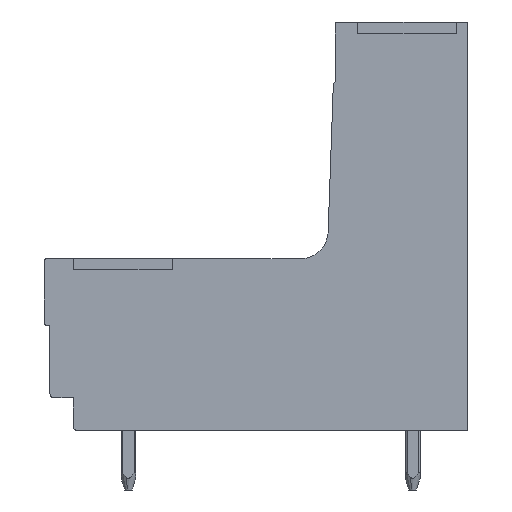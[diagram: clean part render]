
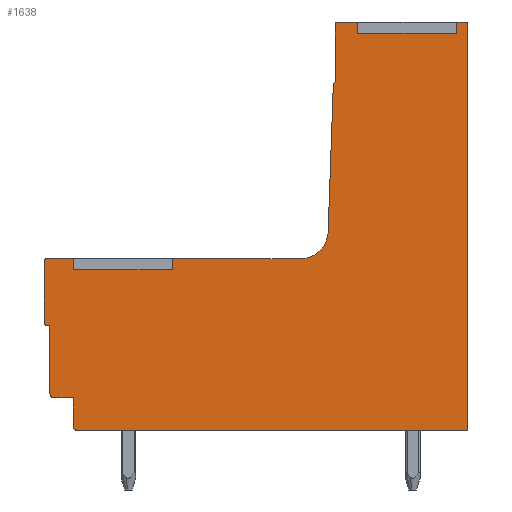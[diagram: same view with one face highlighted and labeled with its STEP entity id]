
A CAD part, left-side view. The second image highlights one B-rep face of the part: STEP entity #1638.
In plain terms, the highlighted planar face has unit normal (-1, 0, 0).
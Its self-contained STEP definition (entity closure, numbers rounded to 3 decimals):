
#1481=AXIS2_PLACEMENT_3D('Plane Axis2P3D',#1478,#1479,#1480) ;
#1492=AXIS2_PLACEMENT_3D('Circle Axis2P3D',#1490,#1491,$) ;
#1506=AXIS2_PLACEMENT_3D('Circle Axis2P3D',#1504,#1505,$) ;
#1520=AXIS2_PLACEMENT_3D('Circle Axis2P3D',#1518,#1519,$) ;
#1539=AXIS2_PLACEMENT_3D('Circle Axis2P3D',#1537,#1538,$) ;
#1553=AXIS2_PLACEMENT_3D('Circle Axis2P3D',#1551,#1552,$) ;
#1574=AXIS2_PLACEMENT_3D('Circle Axis2P3D',#1572,#1573,$) ;
#1595=AXIS2_PLACEMENT_3D('Circle Axis2P3D',#1593,#1594,$) ;
#36=CARTESIAN_POINT('Line Origine',(0.3,5.9,24.8)) ;
#40=CARTESIAN_POINT('Vertex',(0.3,5.9,25.1)) ;
#42=CARTESIAN_POINT('Vertex',(0.3,5.9,24.5)) ;
#76=CARTESIAN_POINT('Line Origine',(0.3,3.25,24.5)) ;
#80=CARTESIAN_POINT('Vertex',(0.3,0.6,24.5)) ;
#135=CARTESIAN_POINT('Vertex',(0.3,0.6,25.1)) ;
#155=CARTESIAN_POINT('Line Origine',(0.3,0.6,24.8)) ;
#172=CARTESIAN_POINT('Line Origine',(0.3,21.14,12.1)) ;
#176=CARTESIAN_POINT('Vertex',(0.3,21.14,12.4)) ;
#178=CARTESIAN_POINT('Vertex',(0.3,21.14,11.8)) ;
#212=CARTESIAN_POINT('Line Origine',(0.3,18.49,11.8)) ;
#216=CARTESIAN_POINT('Vertex',(0.3,15.84,11.8)) ;
#266=CARTESIAN_POINT('Vertex',(0.3,15.84,12.4)) ;
#286=CARTESIAN_POINT('Line Origine',(0.3,15.84,12.1)) ;
#356=CARTESIAN_POINT('Vertex',(0.3,0.,3.2)) ;
#359=CARTESIAN_POINT('Line Origine',(0.3,10.47,3.2)) ;
#363=CARTESIAN_POINT('Vertex',(0.3,20.94,3.2)) ;
#1478=CARTESIAN_POINT('Axis2P3D Location',(0.3,0.,0.)) ;
#1483=CARTESIAN_POINT('Line Origine',(0.3,6.45,25.1)) ;
#1487=CARTESIAN_POINT('Vertex',(0.3,7.,25.1)) ;
#1490=CARTESIAN_POINT('Axis2P3D Location',(0.3,7.,25.)) ;
#1494=CARTESIAN_POINT('Vertex',(0.3,7.1,25.)) ;
#1497=CARTESIAN_POINT('Line Origine',(0.3,7.1,23.45)) ;
#1501=CARTESIAN_POINT('Vertex',(0.3,7.1,21.9)) ;
#1504=CARTESIAN_POINT('Axis2P3D Location',(0.3,6.952,21.694)) ;
#1508=CARTESIAN_POINT('Vertex',(0.3,7.206,21.705)) ;
#1511=CARTESIAN_POINT('Line Origine',(0.3,7.343,17.776)) ;
#1515=CARTESIAN_POINT('Vertex',(0.3,7.48,13.848)) ;
#1518=CARTESIAN_POINT('Axis2P3D Location',(0.3,8.979,13.9)) ;
#1522=CARTESIAN_POINT('Vertex',(0.3,8.979,12.4)) ;
#1525=CARTESIAN_POINT('Line Origine',(0.3,12.41,12.4)) ;
#1530=CARTESIAN_POINT('Line Origine',(0.3,21.87,12.4)) ;
#1534=CARTESIAN_POINT('Vertex',(0.3,22.6,12.4)) ;
#1537=CARTESIAN_POINT('Axis2P3D Location',(0.3,22.6,12.3)) ;
#1541=CARTESIAN_POINT('Vertex',(0.3,22.7,12.3)) ;
#1544=CARTESIAN_POINT('Line Origine',(0.3,22.7,10.65)) ;
#1548=CARTESIAN_POINT('Vertex',(0.3,22.7,9.)) ;
#1551=CARTESIAN_POINT('Axis2P3D Location',(0.3,22.5,9.)) ;
#1555=CARTESIAN_POINT('Vertex',(0.3,22.5,8.8)) ;
#1558=CARTESIAN_POINT('Line Origine',(0.3,22.45,8.8)) ;
#1562=CARTESIAN_POINT('Vertex',(0.3,22.4,8.8)) ;
#1565=CARTESIAN_POINT('Line Origine',(0.3,22.4,6.975)) ;
#1569=CARTESIAN_POINT('Vertex',(0.3,22.4,5.15)) ;
#1572=CARTESIAN_POINT('Axis2P3D Location',(0.3,22.2,5.15)) ;
#1576=CARTESIAN_POINT('Vertex',(0.3,22.2,4.95)) ;
#1579=CARTESIAN_POINT('Line Origine',(0.3,21.67,4.95)) ;
#1583=CARTESIAN_POINT('Vertex',(0.3,21.14,4.95)) ;
#1586=CARTESIAN_POINT('Line Origine',(0.3,21.14,4.175)) ;
#1590=CARTESIAN_POINT('Vertex',(0.3,21.14,3.4)) ;
#1593=CARTESIAN_POINT('Axis2P3D Location',(0.3,20.94,3.4)) ;
#1598=CARTESIAN_POINT('Line Origine',(0.3,0.,14.15)) ;
#1602=CARTESIAN_POINT('Vertex',(0.3,0.,25.1)) ;
#1605=CARTESIAN_POINT('Line Origine',(0.3,0.3,25.1)) ;
#37=DIRECTION('Vector Direction',(0.,0.,1.)) ;
#77=DIRECTION('Vector Direction',(0.,1.,0.)) ;
#156=DIRECTION('Vector Direction',(0.,0.,-1.)) ;
#173=DIRECTION('Vector Direction',(0.,0.,1.)) ;
#213=DIRECTION('Vector Direction',(0.,1.,0.)) ;
#287=DIRECTION('Vector Direction',(0.,0.,-1.)) ;
#360=DIRECTION('Vector Direction',(0.,1.,0.)) ;
#1479=DIRECTION('Axis2P3D Direction',(-1.,0.,0.)) ;
#1480=DIRECTION('Axis2P3D XDirection',(0.,0.,1.)) ;
#1484=DIRECTION('Vector Direction',(0.,-1.,0.)) ;
#1491=DIRECTION('Axis2P3D Direction',(-1.,0.,0.)) ;
#1498=DIRECTION('Vector Direction',(0.,0.,1.)) ;
#1505=DIRECTION('Axis2P3D Direction',(-1.,0.,0.)) ;
#1512=DIRECTION('Vector Direction',(0.,-0.035,0.999)) ;
#1519=DIRECTION('Axis2P3D Direction',(-1.,0.,0.)) ;
#1526=DIRECTION('Vector Direction',(0.,-1.,0.)) ;
#1531=DIRECTION('Vector Direction',(0.,-1.,0.)) ;
#1538=DIRECTION('Axis2P3D Direction',(-1.,0.,0.)) ;
#1545=DIRECTION('Vector Direction',(0.,0.,1.)) ;
#1552=DIRECTION('Axis2P3D Direction',(-1.,0.,0.)) ;
#1559=DIRECTION('Vector Direction',(0.,1.,0.)) ;
#1566=DIRECTION('Vector Direction',(0.,0.,1.)) ;
#1573=DIRECTION('Axis2P3D Direction',(-1.,0.,0.)) ;
#1580=DIRECTION('Vector Direction',(0.,1.,0.)) ;
#1587=DIRECTION('Vector Direction',(0.,0.,1.)) ;
#1594=DIRECTION('Axis2P3D Direction',(-1.,0.,0.)) ;
#1599=DIRECTION('Vector Direction',(0.,0.,-1.)) ;
#1606=DIRECTION('Vector Direction',(0.,-1.,0.)) ;
#38=VECTOR('Line Direction',#37,1.) ;
#78=VECTOR('Line Direction',#77,1.) ;
#157=VECTOR('Line Direction',#156,1.) ;
#174=VECTOR('Line Direction',#173,1.) ;
#214=VECTOR('Line Direction',#213,1.) ;
#288=VECTOR('Line Direction',#287,1.) ;
#361=VECTOR('Line Direction',#360,1.) ;
#1485=VECTOR('Line Direction',#1484,1.) ;
#1499=VECTOR('Line Direction',#1498,1.) ;
#1513=VECTOR('Line Direction',#1512,1.) ;
#1527=VECTOR('Line Direction',#1526,1.) ;
#1532=VECTOR('Line Direction',#1531,1.) ;
#1546=VECTOR('Line Direction',#1545,1.) ;
#1560=VECTOR('Line Direction',#1559,1.) ;
#1567=VECTOR('Line Direction',#1566,1.) ;
#1581=VECTOR('Line Direction',#1580,1.) ;
#1588=VECTOR('Line Direction',#1587,1.) ;
#1600=VECTOR('Line Direction',#1599,1.) ;
#1607=VECTOR('Line Direction',#1606,1.) ;
#1611=ORIENTED_EDGE('',*,*,#1489,.T.) ;
#1612=ORIENTED_EDGE('',*,*,#1496,.T.) ;
#1613=ORIENTED_EDGE('',*,*,#1503,.T.) ;
#1614=ORIENTED_EDGE('',*,*,#1510,.T.) ;
#1615=ORIENTED_EDGE('',*,*,#1517,.T.) ;
#1616=ORIENTED_EDGE('',*,*,#1524,.T.) ;
#1617=ORIENTED_EDGE('',*,*,#1529,.T.) ;
#1618=ORIENTED_EDGE('',*,*,#290,.F.) ;
#1619=ORIENTED_EDGE('',*,*,#218,.F.) ;
#1620=ORIENTED_EDGE('',*,*,#180,.F.) ;
#1621=ORIENTED_EDGE('',*,*,#1536,.T.) ;
#1622=ORIENTED_EDGE('',*,*,#1543,.T.) ;
#1623=ORIENTED_EDGE('',*,*,#1550,.T.) ;
#1624=ORIENTED_EDGE('',*,*,#1557,.T.) ;
#1625=ORIENTED_EDGE('',*,*,#1564,.T.) ;
#1626=ORIENTED_EDGE('',*,*,#1571,.T.) ;
#1627=ORIENTED_EDGE('',*,*,#1578,.T.) ;
#1628=ORIENTED_EDGE('',*,*,#1585,.T.) ;
#1629=ORIENTED_EDGE('',*,*,#1592,.T.) ;
#1630=ORIENTED_EDGE('',*,*,#1597,.T.) ;
#1631=ORIENTED_EDGE('',*,*,#365,.T.) ;
#1632=ORIENTED_EDGE('',*,*,#1604,.T.) ;
#1633=ORIENTED_EDGE('',*,*,#1609,.T.) ;
#1634=ORIENTED_EDGE('',*,*,#159,.F.) ;
#1635=ORIENTED_EDGE('',*,*,#82,.F.) ;
#1636=ORIENTED_EDGE('',*,*,#44,.F.) ;
#1638=ADVANCED_FACE('HOUSING',(#1637),#1482,.T.) ;
#1493=CIRCLE('generated circle',#1492,0.1) ;
#1507=CIRCLE('generated circle',#1506,0.253) ;
#1521=CIRCLE('generated circle',#1520,1.5) ;
#1540=CIRCLE('generated circle',#1539,0.1) ;
#1554=CIRCLE('generated circle',#1553,0.2) ;
#1575=CIRCLE('generated circle',#1574,0.2) ;
#1596=CIRCLE('generated circle',#1595,0.2) ;
#44=EDGE_CURVE('',#41,#43,#39,.F.) ;
#82=EDGE_CURVE('',#43,#81,#79,.F.) ;
#159=EDGE_CURVE('',#81,#136,#158,.F.) ;
#180=EDGE_CURVE('',#177,#179,#175,.F.) ;
#218=EDGE_CURVE('',#179,#217,#215,.F.) ;
#290=EDGE_CURVE('',#217,#267,#289,.F.) ;
#365=EDGE_CURVE('',#364,#357,#362,.F.) ;
#1489=EDGE_CURVE('',#41,#1488,#1486,.F.) ;
#1496=EDGE_CURVE('',#1488,#1495,#1493,.T.) ;
#1503=EDGE_CURVE('',#1495,#1502,#1500,.F.) ;
#1510=EDGE_CURVE('',#1502,#1509,#1507,.T.) ;
#1517=EDGE_CURVE('',#1509,#1516,#1514,.F.) ;
#1524=EDGE_CURVE('',#1516,#1523,#1521,.F.) ;
#1529=EDGE_CURVE('',#1523,#267,#1528,.F.) ;
#1536=EDGE_CURVE('',#177,#1535,#1533,.F.) ;
#1543=EDGE_CURVE('',#1535,#1542,#1540,.T.) ;
#1550=EDGE_CURVE('',#1542,#1549,#1547,.F.) ;
#1557=EDGE_CURVE('',#1549,#1556,#1554,.T.) ;
#1564=EDGE_CURVE('',#1556,#1563,#1561,.F.) ;
#1571=EDGE_CURVE('',#1563,#1570,#1568,.F.) ;
#1578=EDGE_CURVE('',#1570,#1577,#1575,.T.) ;
#1585=EDGE_CURVE('',#1577,#1584,#1582,.F.) ;
#1592=EDGE_CURVE('',#1584,#1591,#1589,.F.) ;
#1597=EDGE_CURVE('',#1591,#364,#1596,.T.) ;
#1604=EDGE_CURVE('',#357,#1603,#1601,.F.) ;
#1609=EDGE_CURVE('',#1603,#136,#1608,.F.) ;
#1610=EDGE_LOOP('',(#1611,#1612,#1613,#1614,#1615,#1616,#1617,#1618,#1619,#1620,#1621,#1622,#1623,#1624,#1625,#1626,#1627,#1628,#1629,#1630,#1631,#1632,#1633,#1634,#1635,#1636)) ;
#1637=FACE_OUTER_BOUND('',#1610,.T.) ;
#39=LINE('Line',#36,#38) ;
#79=LINE('Line',#76,#78) ;
#158=LINE('Line',#155,#157) ;
#175=LINE('Line',#172,#174) ;
#215=LINE('Line',#212,#214) ;
#289=LINE('Line',#286,#288) ;
#362=LINE('Line',#359,#361) ;
#1486=LINE('Line',#1483,#1485) ;
#1500=LINE('Line',#1497,#1499) ;
#1514=LINE('Line',#1511,#1513) ;
#1528=LINE('Line',#1525,#1527) ;
#1533=LINE('Line',#1530,#1532) ;
#1547=LINE('Line',#1544,#1546) ;
#1561=LINE('Line',#1558,#1560) ;
#1568=LINE('Line',#1565,#1567) ;
#1582=LINE('Line',#1579,#1581) ;
#1589=LINE('Line',#1586,#1588) ;
#1601=LINE('Line',#1598,#1600) ;
#1608=LINE('Line',#1605,#1607) ;
#1482=PLANE('',#1481) ;
#41=VERTEX_POINT('',#40) ;
#43=VERTEX_POINT('',#42) ;
#81=VERTEX_POINT('',#80) ;
#136=VERTEX_POINT('',#135) ;
#177=VERTEX_POINT('',#176) ;
#179=VERTEX_POINT('',#178) ;
#217=VERTEX_POINT('',#216) ;
#267=VERTEX_POINT('',#266) ;
#357=VERTEX_POINT('',#356) ;
#364=VERTEX_POINT('',#363) ;
#1488=VERTEX_POINT('',#1487) ;
#1495=VERTEX_POINT('',#1494) ;
#1502=VERTEX_POINT('',#1501) ;
#1509=VERTEX_POINT('',#1508) ;
#1516=VERTEX_POINT('',#1515) ;
#1523=VERTEX_POINT('',#1522) ;
#1535=VERTEX_POINT('',#1534) ;
#1542=VERTEX_POINT('',#1541) ;
#1549=VERTEX_POINT('',#1548) ;
#1556=VERTEX_POINT('',#1555) ;
#1563=VERTEX_POINT('',#1562) ;
#1570=VERTEX_POINT('',#1569) ;
#1577=VERTEX_POINT('',#1576) ;
#1584=VERTEX_POINT('',#1583) ;
#1591=VERTEX_POINT('',#1590) ;
#1603=VERTEX_POINT('',#1602) ;
